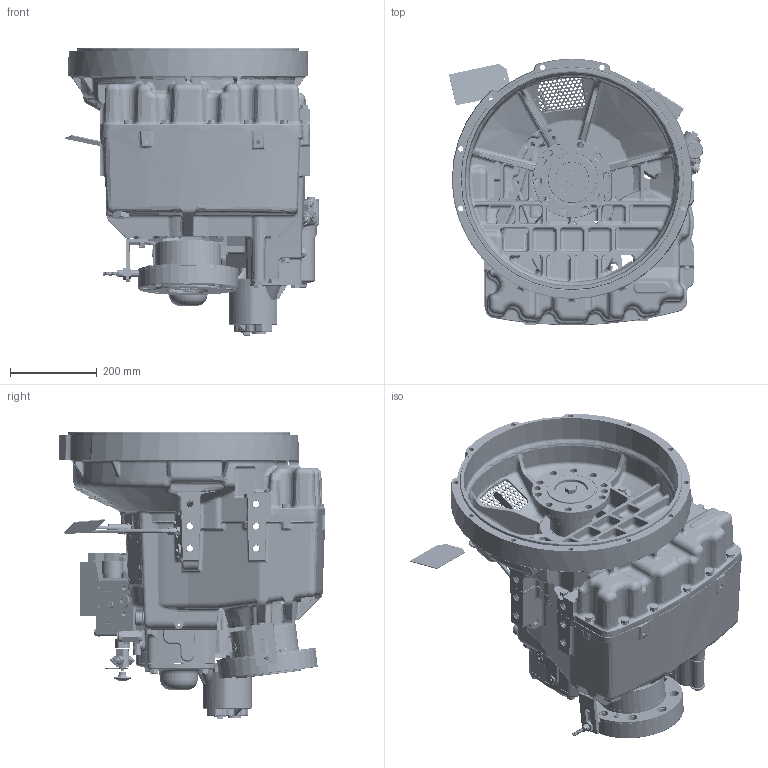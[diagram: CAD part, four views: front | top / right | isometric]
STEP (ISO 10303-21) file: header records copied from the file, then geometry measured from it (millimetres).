
FILE_DESCRIPTION (( 'STEP AP214' ), '1' );
FILE_NAME ('1026597.STEP', '2014-10-27T18:15:28', ( '' ), ( '' ), 'SwSTEP 2.0', 'SolidWorks 2010', '' );
FILE_SCHEMA (( 'AUTOMOTIVE_DESIGN' ));
Length unit declared in the file: millimetre
Products named in the file (1): 1026597
Bounding box: 584.94 x 613.74 x 660.34 mm (x, y, z)
Surface area: 2922015.1 mm2 (no closed solid volume)
Topology: 0 solids, 289 shells, 5242 faces, 18188 edges, 12766 vertices
Faces by surface type: cylinder 1629, plane 1371, bspline 1189, cone 421, torus 420, sphere 212
Entity records: 343550 total; most frequent: CARTESIAN_POINT 140207, ORIENTED_EDGE 28900, DIRECTION 28775, EDGE_CURVE 18067, VERTEX_POINT 12744, AXIS2_PLACEMENT_3D 11045, CIRCLE 6993, LINE 6685
